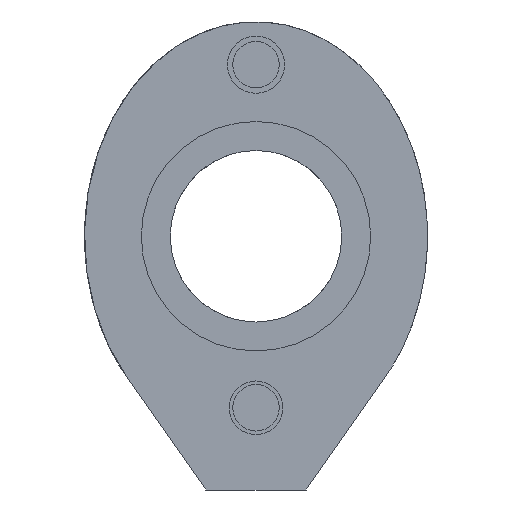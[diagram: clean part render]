
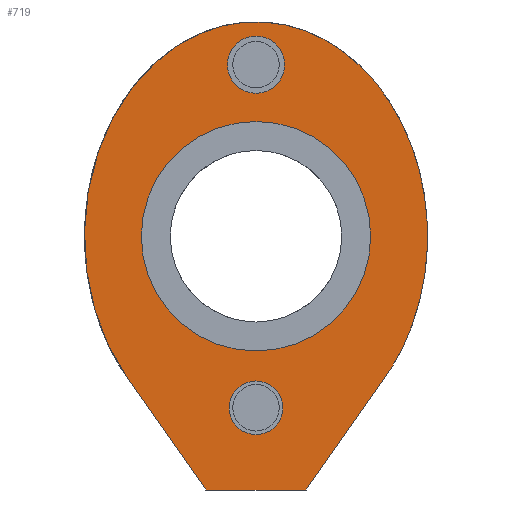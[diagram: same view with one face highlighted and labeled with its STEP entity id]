
A CAD part, left-side view. The second image highlights one B-rep face of the part: STEP entity #719.
In plain terms, the highlighted planar face has unit normal (-1, 0, 0).
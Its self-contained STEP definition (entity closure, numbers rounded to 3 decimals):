
#18=ELLIPSE('',#792,30.,24.);
#44=PLANE('',#811);
#66=LINE('',#2132,#108);
#69=LINE('',#2138,#111);
#87=LINE('',#2206,#129);
#108=VECTOR('',#943,10.);
#111=VECTOR('',#948,10.);
#129=VECTOR('',#990,10.);
#152=FACE_BOUND('',#257,.T.);
#153=FACE_BOUND('',#258,.T.);
#154=FACE_BOUND('',#259,.T.);
#204=FACE_OUTER_BOUND('',#256,.T.);
#256=EDGE_LOOP('',(#656,#657,#658,#659));
#257=EDGE_LOOP('',(#660));
#258=EDGE_LOOP('',(#661));
#259=EDGE_LOOP('',(#662));
#304=CIRCLE('',#769,3.75);
#307=CIRCLE('',#774,4.);
#315=CIRCLE('',#810,16.05);
#352=VERTEX_POINT('',#2092);
#355=VERTEX_POINT('',#2101);
#362=VERTEX_POINT('',#2130);
#363=VERTEX_POINT('',#2131);
#364=VERTEX_POINT('',#2136);
#365=VERTEX_POINT('',#2137);
#379=VERTEX_POINT('',#2217);
#428=EDGE_CURVE('',#352,#352,#304,.T.);
#432=EDGE_CURVE('',#355,#355,#307,.T.);
#445=EDGE_CURVE('',#362,#363,#66,.T.);
#448=EDGE_CURVE('',#364,#365,#69,.T.);
#452=EDGE_CURVE('',#365,#362,#18,.T.);
#471=EDGE_CURVE('',#363,#364,#87,.T.);
#477=EDGE_CURVE('',#379,#379,#315,.T.);
#656=ORIENTED_EDGE('',*,*,#452,.F.);
#657=ORIENTED_EDGE('',*,*,#448,.F.);
#658=ORIENTED_EDGE('',*,*,#471,.F.);
#659=ORIENTED_EDGE('',*,*,#445,.F.);
#660=ORIENTED_EDGE('',*,*,#428,.T.);
#661=ORIENTED_EDGE('',*,*,#432,.T.);
#662=ORIENTED_EDGE('',*,*,#477,.T.);
#719=ADVANCED_FACE('',(#204,#152,#153,#154),#44,.F.);
#769=AXIS2_PLACEMENT_3D('',#2093,#893,#894);
#774=AXIS2_PLACEMENT_3D('',#2102,#904,#905);
#792=AXIS2_PLACEMENT_3D('',#2158,#952,#953);
#810=AXIS2_PLACEMENT_3D('',#2219,#1005,#1006);
#811=AXIS2_PLACEMENT_3D('',#2220,#1007,#1008);
#893=DIRECTION('center_axis',(1.,0.,0.));
#894=DIRECTION('ref_axis',(0.,1.,0.));
#904=DIRECTION('center_axis',(1.,0.,0.));
#905=DIRECTION('ref_axis',(0.,1.,0.));
#943=DIRECTION('',(0.,0.575,-0.818));
#948=DIRECTION('',(0.,0.575,0.818));
#952=DIRECTION('center_axis',(1.,0.,0.));
#953=DIRECTION('ref_axis',(0.,0.,-1.));
#990=DIRECTION('',(0.,1.,0.));
#1005=DIRECTION('center_axis',(1.,0.,0.));
#1006=DIRECTION('ref_axis',(0.,1.,0.));
#1007=DIRECTION('center_axis',(1.,0.,0.));
#1008=DIRECTION('ref_axis',(0.,1.,0.));
#2092=CARTESIAN_POINT('',(-41.25,-3.75,-24.));
#2093=CARTESIAN_POINT('Origin',(-41.25,0.,-24.));
#2101=CARTESIAN_POINT('',(-41.25,-4.,24.));
#2102=CARTESIAN_POINT('Origin',(-41.25,0.,24.));
#2130=CARTESIAN_POINT('',(-41.25,-18.033,-19.796));
#2131=CARTESIAN_POINT('',(-41.25,-7.,-35.5));
#2132=CARTESIAN_POINT('',(-41.25,-13.546,-26.183));
#2136=CARTESIAN_POINT('',(-41.25,7.,-35.5));
#2137=CARTESIAN_POINT('',(-41.25,18.033,-19.796));
#2138=CARTESIAN_POINT('',(-41.25,19.062,-18.331));
#2158=CARTESIAN_POINT('Origin',(-41.25,0.,0.));
#2206=CARTESIAN_POINT('',(-41.25,3.5,-35.5));
#2217=CARTESIAN_POINT('',(-41.25,-16.05,0.));
#2219=CARTESIAN_POINT('Origin',(-41.25,0.,0.));
#2220=CARTESIAN_POINT('Origin',(-41.25,0.,0.));
